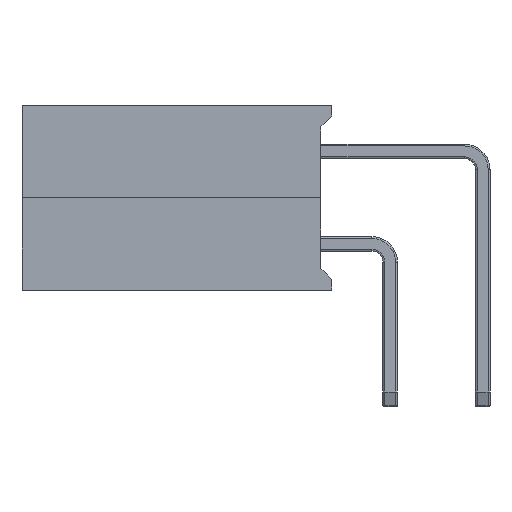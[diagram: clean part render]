
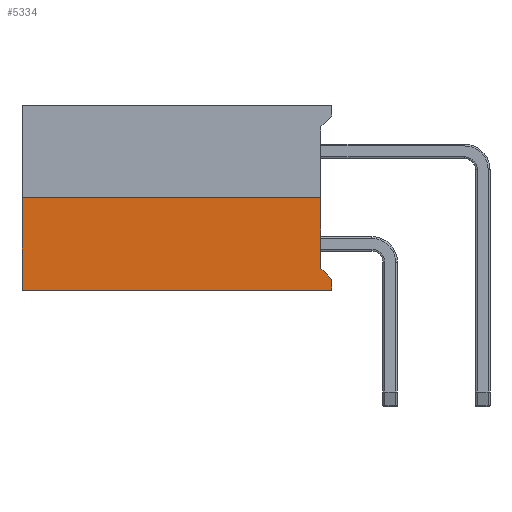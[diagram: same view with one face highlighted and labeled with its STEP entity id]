
A CAD part, left-side view. The second image highlights one B-rep face of the part: STEP entity #5334.
In plain terms, the highlighted planar face has unit normal (-1, 0, 0).
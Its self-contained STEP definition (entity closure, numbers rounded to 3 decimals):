
#299=PLANE('',#5913);
#550=FACE_OUTER_BOUND('',#877,.T.);
#877=EDGE_LOOP('',(#4055,#4056,#4057,#4058,#4059,#4060));
#1239=LINE('',#8919,#1623);
#1243=LINE('',#8926,#1627);
#1254=LINE('',#8950,#1638);
#1257=LINE('',#8956,#1641);
#1258=LINE('',#8958,#1642);
#1259=LINE('',#8959,#1643);
#1623=VECTOR('',#7164,10.);
#1627=VECTOR('',#7170,10.);
#1638=VECTOR('',#7193,10.);
#1641=VECTOR('',#7198,10.);
#1642=VECTOR('',#7199,10.);
#1643=VECTOR('',#7200,10.);
#2327=VERTEX_POINT('',#8916);
#2328=VERTEX_POINT('',#8918);
#2330=VERTEX_POINT('',#8924);
#2337=VERTEX_POINT('',#8949);
#2339=VERTEX_POINT('',#8955);
#2340=VERTEX_POINT('',#8957);
#2911=EDGE_CURVE('',#2327,#2328,#1239,.T.);
#2915=EDGE_CURVE('',#2327,#2330,#1243,.T.);
#2928=EDGE_CURVE('',#2337,#2328,#1254,.T.);
#2931=EDGE_CURVE('',#2330,#2339,#1257,.T.);
#2932=EDGE_CURVE('',#2340,#2339,#1258,.T.);
#2933=EDGE_CURVE('',#2337,#2340,#1259,.T.);
#4055=ORIENTED_EDGE('',*,*,#2915,.T.);
#4056=ORIENTED_EDGE('',*,*,#2931,.T.);
#4057=ORIENTED_EDGE('',*,*,#2932,.F.);
#4058=ORIENTED_EDGE('',*,*,#2933,.F.);
#4059=ORIENTED_EDGE('',*,*,#2928,.T.);
#4060=ORIENTED_EDGE('',*,*,#2911,.F.);
#5334=ADVANCED_FACE('',(#550),#299,.T.);
#5913=AXIS2_PLACEMENT_3D('',#8954,#7196,#7197);
#7164=DIRECTION('',(0.,-0.707,-0.707));
#7170=DIRECTION('',(0.,0.,1.));
#7193=DIRECTION('',(0.,0.,1.));
#7196=DIRECTION('center_axis',(-1.,0.,0.));
#7197=DIRECTION('ref_axis',(0.,0.,
1.));
#7198=DIRECTION('',(0.,1.,0.));
#7199=DIRECTION('',(0.,0.,1.));
#7200=DIRECTION('',(0.,1.,0.));
#8916=CARTESIAN_POINT('',(-1.27,1.9,0.6));
#8918=CARTESIAN_POINT('',(-1.27,1.6,0.3));
#8919=CARTESIAN_POINT('',(-1.27,1.6,0.3));
#8924=CARTESIAN_POINT('',(-1.27,1.9,2.54));
#8926=CARTESIAN_POINT('',(-1.27,1.9,0.635));
#8949=CARTESIAN_POINT('',(-1.27,1.6,0.));
#8950=CARTESIAN_POINT('',(-1.27,1.6,0.));
#8954=CARTESIAN_POINT('Origin',(-1.27,1.6,0.));
#8955=CARTESIAN_POINT('',(-1.27,10.1,2.54));
#8956=CARTESIAN_POINT('',(-1.27,1.6,2.54));
#8957=CARTESIAN_POINT('',(-1.27,10.1,0.));
#8958=CARTESIAN_POINT('',(-1.27,10.1,0.));
#8959=CARTESIAN_POINT('',(-1.27,1.6,0.));
